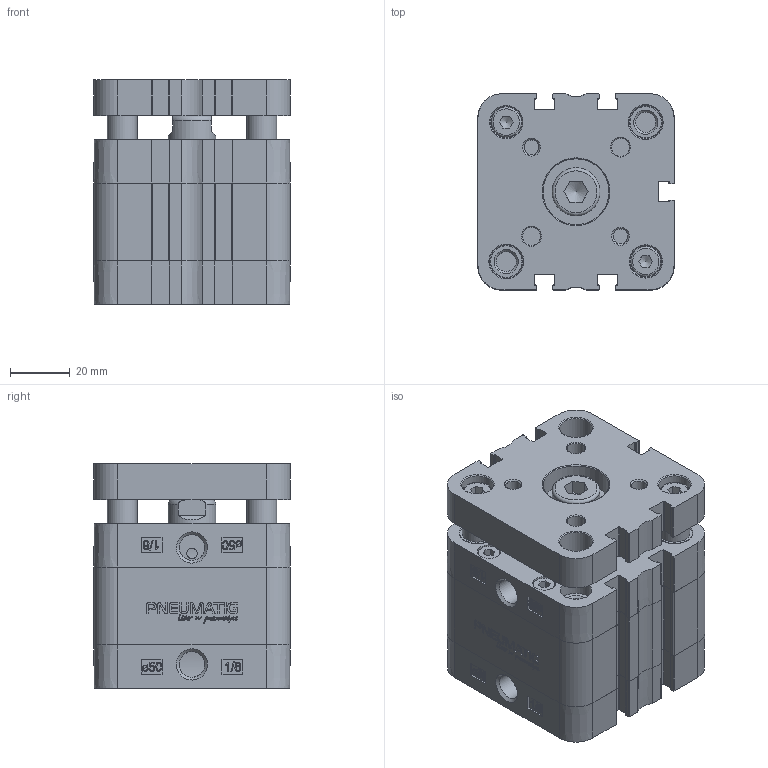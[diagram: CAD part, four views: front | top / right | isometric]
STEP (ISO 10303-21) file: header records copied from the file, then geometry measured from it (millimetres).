
FILE_DESCRIPTION(/* description */ (''),/* implementation_level */ '2;1');
FILE_NAME(/* name */ 'C-D-50-1000-A.stp',/* time_stamp */ '2015-10-28T14:48:26+01:00',/* author */ (''),/* organization */ (''),/* preprocessor_version */ 'ST-DEVELOPER v15.2',/* originating_system */ 'Autodesk Translator Framework v2.0.0.5431',/* authorisation */ '');
FILE_SCHEMA (('AUTOMOTIVE_DESIGN { 1 0 10303 214 3 1 1 }'));
Products named in the file (1): (Unsaved)
Bounding box: 65.5 x 65.5 x 75 mm (x, y, z)
Volume: 212822.8 mm3; surface area: 68964.6 mm2
Topology: 7 solids, 17 shells, 1722 faces, 4645 edges, 3043 vertices
Faces by surface type: bspline 757, plane 584, cylinder 263, cone 72, torus 46
Full cylindrical faces by diameter (mm): 3.5 x1, 4.917 x4, 5.2 x8, 6 x2, 6.647 x3, 7.3 x2, 7.5 x8, 7.7 x8, 8.376 x1, 8.566 x2, 10 x4, 10.5 x8, 11 x2, 12 x3, 16 x2, 16.54 x1, 17.7 x1, 18 x1, 22 x1, 50 x1
Entity records: 59968 total; most frequent: CARTESIAN_POINT 22194, ORIENTED_EDGE 8984, DIRECTION 5493, EDGE_CURVE 4472, VERTEX_POINT 3009, LINE 2243, VECTOR 2243, EDGE_LOOP 1991
